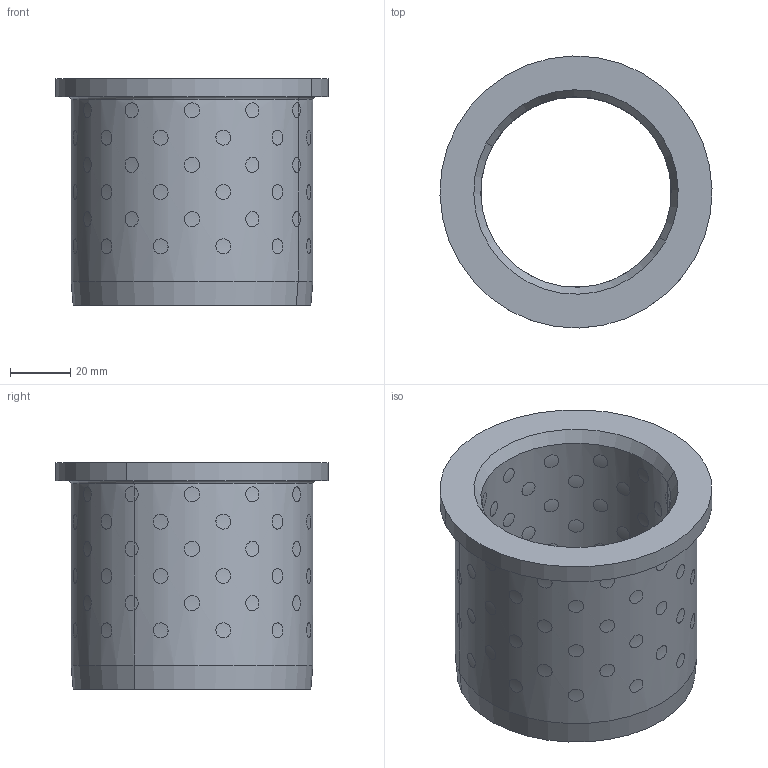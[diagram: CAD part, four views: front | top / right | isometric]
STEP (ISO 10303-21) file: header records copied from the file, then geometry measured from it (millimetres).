
FILE_DESCRIPTION(('CATIA V5 STEP Exchange'),'2;1');
FILE_NAME('RDBG211.6375.stp','2017-03-08T08:18:29+00:00',('none'),('none'),'CATIA Version 5 Release 19 GA (IN-10)','CATIA V5 STEP AP203','none');
FILE_SCHEMA(('CONFIG_CONTROL_DESIGN'));
Length unit declared in the file: millimetre
Products named in the file (1): RDBG211.6375
Bounding box: 89.97 x 89.97 x 75 mm (x, y, z)
Volume: 149454.8 mm3; surface area: 58843.8 mm2
Topology: 73 solids, 73 shells, 461 faces, 973 edges, 651 vertices
Faces by surface type: cylinder 450, torus 4, cone 4, plane 3
Entity records: 15733 total; most frequent: CARTESIAN_POINT 8022, ORIENTED_EDGE 1940, EDGE_CURVE 970, DIRECTION 663, VERTEX_POINT 644, B_SPLINE_CURVE_WITH_KNOTS 624, EDGE_LOOP 596, ADVANCED_FACE 461
